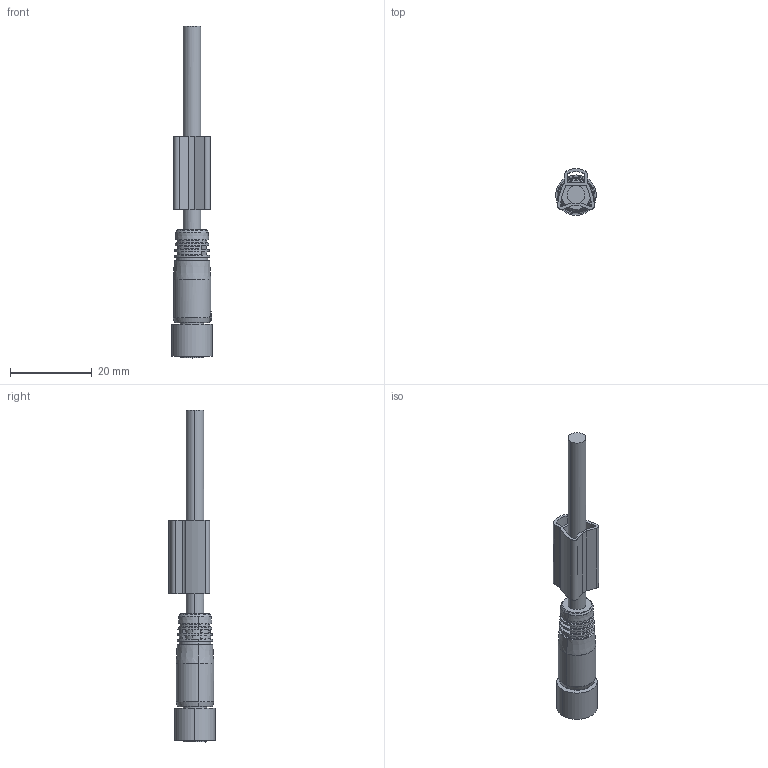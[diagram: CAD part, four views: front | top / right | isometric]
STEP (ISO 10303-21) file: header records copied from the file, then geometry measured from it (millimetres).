
FILE_DESCRIPTION(('CATIA V5 STEP Exchange','CAx-IF Rec.Pracs.--- Model Styling and Organization---1.5--- 2016-08-15','CAx-IF Rec.Pracs.---Supplemental Geometry---1.0---2011-11-01','CAx-IF Rec.Pracs.--- Composite Materials ---1.1---2010-07-15'),'2;1');
FILE_NAME ('203835-2_0', '2025-07-07T13:01:48+00:00', ('none'), ('Weidmueller'), 'CATIA Version 5-6 Release 2022 SP4 HF5', 'CATIA V5 STEP AP214 v3', 'none');
FILE_SCHEMA(('AUTOMOTIVE_DESIGN { 1 0 10303 214 1 1 1 1 }'));
Length unit declared in the file: millimetre
Products named in the file (1): 9457850000
Bounding box: 9.92 x 11.39 x 81.4 mm (x, y, z)
Volume: 3089.2 mm3; surface area: 3545.5 mm2
Topology: 1 solids, 12 shells, 302 faces, 724 edges, 454 vertices
Faces by surface type: cylinder 118, plane 101, torus 41, cone 34, bspline 4, revolution 2, sphere 2
Entity records: 8637 total; most frequent: CARTESIAN_POINT 2058, ORIENTED_EDGE 1444, DIRECTION 985, EDGE_CURVE 722, AXIS2_PLACEMENT_3D 519, VERTEX_POINT 454, CIRCLE 354, EDGE_LOOP 342
